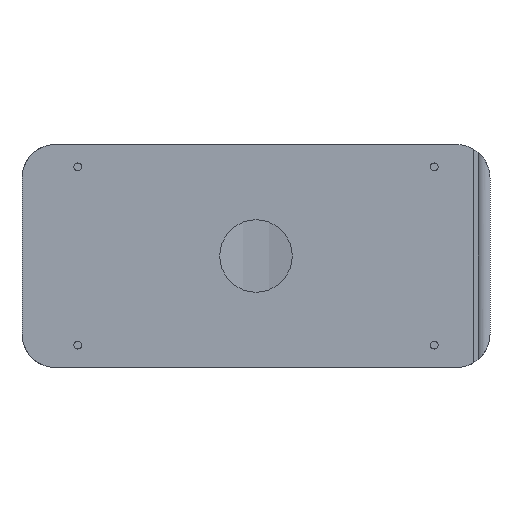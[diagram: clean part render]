
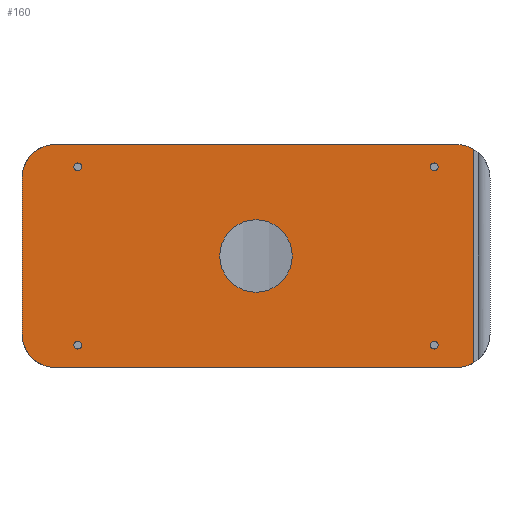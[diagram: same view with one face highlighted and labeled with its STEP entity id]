
A CAD part, front view. The second image highlights one B-rep face of the part: STEP entity #160.
In plain terms, the highlighted planar face has unit normal (0, -1, 0).
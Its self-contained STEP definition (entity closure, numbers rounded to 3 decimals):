
#160 = ADVANCED_FACE( '', ( #365, #366, #367, #368, #369, #370 ), #371, .F. );
#365 = FACE_BOUND( '', #601, .T. );
#366 = FACE_BOUND( '', #602, .T. );
#367 = FACE_BOUND( '', #603, .T. );
#368 = FACE_BOUND( '', #604, .T. );
#369 = FACE_BOUND( '', #605, .T. );
#370 = FACE_OUTER_BOUND( '', #606, .T. );
#371 = PLANE( '', #607 );
#601 = EDGE_LOOP( '', ( #1377 ) );
#602 = EDGE_LOOP( '', ( #1378 ) );
#603 = EDGE_LOOP( '', ( #1379 ) );
#604 = EDGE_LOOP( '', ( #1380 ) );
#605 = EDGE_LOOP( '', ( #1381 ) );
#606 = EDGE_LOOP( '', ( #1382, #1383, #1384, #1385, #1386, #1387, #1388, #1389 ) );
#607 = AXIS2_PLACEMENT_3D( '', #1390, #1391, #1392 );
#1377 = ORIENTED_EDGE( '', *, *, #1663, .T. );
#1378 = ORIENTED_EDGE( '', *, *, #1899, .T. );
#1379 = ORIENTED_EDGE( '', *, *, #1897, .T. );
#1380 = ORIENTED_EDGE( '', *, *, #1895, .T. );
#1381 = ORIENTED_EDGE( '', *, *, #1893, .T. );
#1382 = ORIENTED_EDGE( '', *, *, #1664, .F. );
#1383 = ORIENTED_EDGE( '', *, *, #1924, .T. );
#1384 = ORIENTED_EDGE( '', *, *, #1862, .F. );
#1385 = ORIENTED_EDGE( '', *, *, #1911, .F. );
#1386 = ORIENTED_EDGE( '', *, *, #1865, .F. );
#1387 = ORIENTED_EDGE( '', *, *, #1925, .F. );
#1388 = ORIENTED_EDGE( '', *, *, #1687, .F. );
#1389 = ORIENTED_EDGE( '', *, *, #1926, .T. );
#1390 = CARTESIAN_POINT( '', ( -21., -19.75, 10. ) );
#1391 = DIRECTION( '', ( 0., 1., 0. ) );
#1392 = DIRECTION( '', ( 0., 0., 1. ) );
#1663 = EDGE_CURVE( '', #2009, #2009, #2010, .T. );
#1664 = EDGE_CURVE( '', #2011, #2012, #2013, .T. );
#1687 = EDGE_CURVE( '', #2056, #2057, #2058, .T. );
#1862 = EDGE_CURVE( '', #2351, #2353, #2354, .T. );
#1865 = EDGE_CURVE( '', #2356, #2358, #2359, .T. );
#1893 = EDGE_CURVE( '', #2408, #2408, #2409, .T. );
#1895 = EDGE_CURVE( '', #2412, #2412, #2413, .T. );
#1897 = EDGE_CURVE( '', #2416, #2416, #2417, .T. );
#1899 = EDGE_CURVE( '', #2420, #2420, #2421, .T. );
#1911 = EDGE_CURVE( '', #2358, #2351, #2437, .T. );
#1924 = EDGE_CURVE( '', #2011, #2353, #2450, .T. );
#1925 = EDGE_CURVE( '', #2057, #2356, #2451, .T. );
#1926 = EDGE_CURVE( '', #2056, #2012, #2452, .T. );
#2009 = VERTEX_POINT( '', #2565 );
#2010 = CIRCLE( '', #2566, 3.25 );
#2011 = VERTEX_POINT( '', #2567 );
#2012 = VERTEX_POINT( '', #2568 );
#2013 = CIRCLE( '', #2569, 3. );
#2056 = VERTEX_POINT( '', #2661 );
#2057 = VERTEX_POINT( '', #2662 );
#2058 = CIRCLE( '', #2663, 3. );
#2351 = VERTEX_POINT( '', #3176 );
#2353 = VERTEX_POINT( '', #3179 );
#2354 = CIRCLE( '', #3180, 3. );
#2356 = VERTEX_POINT( '', #3183 );
#2358 = VERTEX_POINT( '', #3186 );
#2359 = CIRCLE( '', #3187, 3. );
#2408 = VERTEX_POINT( '', #3276 );
#2409 = CIRCLE( '', #3277, 0.35 );
#2412 = VERTEX_POINT( '', #3280 );
#2413 = CIRCLE( '', #3281, 0.35 );
#2416 = VERTEX_POINT( '', #3284 );
#2417 = CIRCLE( '', #3285, 0.35 );
#2420 = VERTEX_POINT( '', #3288 );
#2421 = CIRCLE( '', #3289, 0.35 );
#2437 = LINE( '', #3316, #3317 );
#2450 = LINE( '', #3342, #3343 );
#2451 = LINE( '', #3344, #3345 );
#2452 = LINE( '', #3346, #3347 );
#2565 = CARTESIAN_POINT( '', ( 0., -19.75, 3.25 ) );
#2566 = AXIS2_PLACEMENT_3D( '', #3430, #3431, #3432 );
#2567 = CARTESIAN_POINT( '', ( -18., -19.75, -10. ) );
#2568 = CARTESIAN_POINT( '', ( -21., -19.75, -7. ) );
#2569 = AXIS2_PLACEMENT_3D( '', #3433, #3434, #3435 );
#2661 = CARTESIAN_POINT( '', ( -21., -19.75, 7. ) );
#2662 = CARTESIAN_POINT( '', ( -18., -19.75, 10. ) );
#2663 = AXIS2_PLACEMENT_3D( '', #3473, #3474, #3475 );
#3176 = CARTESIAN_POINT( '', ( 19.5, -19.75, -9.598 ) );
#3179 = CARTESIAN_POINT( '', ( 18., -19.75, -10. ) );
#3180 = AXIS2_PLACEMENT_3D( '', #3740, #3741, #3742 );
#3183 = CARTESIAN_POINT( '', ( 18., -19.75, 10. ) );
#3186 = CARTESIAN_POINT( '', ( 19.5, -19.75, 9.598 ) );
#3187 = AXIS2_PLACEMENT_3D( '', #3745, #3746, #3747 );
#3276 = CARTESIAN_POINT( '', ( 16., -19.75, 8.35 ) );
#3277 = AXIS2_PLACEMENT_3D( '', #3791, #3792, #3793 );
#3280 = CARTESIAN_POINT( '', ( 16., -19.75, -7.65 ) );
#3281 = AXIS2_PLACEMENT_3D( '', #3797, #3798, #3799 );
#3284 = CARTESIAN_POINT( '', ( -16., -19.75, -7.65 ) );
#3285 = AXIS2_PLACEMENT_3D( '', #3803, #3804, #3805 );
#3288 = CARTESIAN_POINT( '', ( -16., -19.75, 8.35 ) );
#3289 = AXIS2_PLACEMENT_3D( '', #3809, #3810, #3811 );
#3316 = CARTESIAN_POINT( '', ( 19.5, -19.75, 10. ) );
#3317 = VECTOR( '', #3823, 1000. );
#3342 = CARTESIAN_POINT( '', ( -21., -19.75, -10. ) );
#3343 = VECTOR( '', #3836, 1000. );
#3344 = CARTESIAN_POINT( '', ( -21., -19.75, 10. ) );
#3345 = VECTOR( '', #3837, 1000. );
#3346 = CARTESIAN_POINT( '', ( -21., -19.75, 10. ) );
#3347 = VECTOR( '', #3838, 1000. );
#3430 = CARTESIAN_POINT( '', ( 0., -19.75, 0. ) );
#3431 = DIRECTION( '', ( 0., 1., 0. ) );
#3432 = DIRECTION( '', ( 0., 0., 1. ) );
#3433 = CARTESIAN_POINT( '', ( -18., -19.75, -7. ) );
#3434 = DIRECTION( '', ( 0., 1., 0. ) );
#3435 = DIRECTION( '', ( 0., 0., 1. ) );
#3473 = CARTESIAN_POINT( '', ( -18., -19.75, 7. ) );
#3474 = DIRECTION( '', ( 0., 1., 0. ) );
#3475 = DIRECTION( '', ( 0., 0., 1. ) );
#3740 = CARTESIAN_POINT( '', ( 18., -19.75, -7. ) );
#3741 = DIRECTION( '', ( 0., 1., 0. ) );
#3742 = DIRECTION( '', ( 0., 0., 1. ) );
#3745 = CARTESIAN_POINT( '', ( 18., -19.75, 7. ) );
#3746 = DIRECTION( '', ( 0., 1., 0. ) );
#3747 = DIRECTION( '', ( 0., 0., 1. ) );
#3791 = CARTESIAN_POINT( '', ( 16., -19.75, 8. ) );
#3792 = DIRECTION( '', ( 0., 1., 0. ) );
#3793 = DIRECTION( '', ( 0., 0., 1. ) );
#3797 = CARTESIAN_POINT( '', ( 16., -19.75, -8. ) );
#3798 = DIRECTION( '', ( 0., 1., 0. ) );
#3799 = DIRECTION( '', ( 0., 0., 1. ) );
#3803 = CARTESIAN_POINT( '', ( -16., -19.75, -8. ) );
#3804 = DIRECTION( '', ( 0., 1., 0. ) );
#3805 = DIRECTION( '', ( 0., 0., 1. ) );
#3809 = CARTESIAN_POINT( '', ( -16., -19.75, 8. ) );
#3810 = DIRECTION( '', ( 0., 1., 0. ) );
#3811 = DIRECTION( '', ( 0., 0., 1. ) );
#3823 = DIRECTION( '', ( 0., 0., -1. ) );
#3836 = DIRECTION( '', ( 1., 0., 0. ) );
#3837 = DIRECTION( '', ( 1., 0., 0. ) );
#3838 = DIRECTION( '', ( 0., 0., -1. ) );
